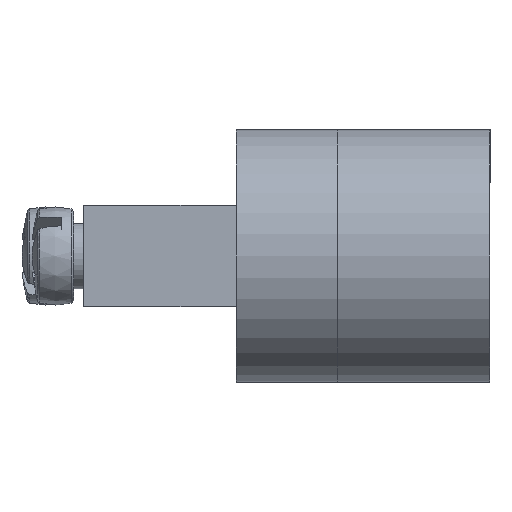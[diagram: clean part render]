
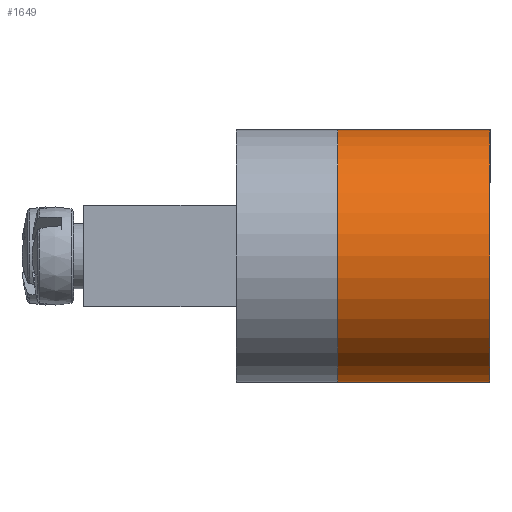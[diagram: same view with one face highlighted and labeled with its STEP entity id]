
A CAD part, left-side view. The second image highlights one B-rep face of the part: STEP entity #1649.
In plain terms, the highlighted cylindrical face has radius 7.5 mm (diameter 15 mm), a partial arc.
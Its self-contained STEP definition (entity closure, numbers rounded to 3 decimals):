
#132=LINE('',#3171,#178);
#137=LINE('',#3183,#183);
#178=VECTOR('',#2279,9.);
#183=VECTOR('',#2294,9.);
#447=CIRCLE('',#1845,7.5);
#448=CIRCLE('',#1847,7.5);
#542=FACE_OUTER_BOUND('',#737,.T.);
#737=EDGE_LOOP('',(#1419,#1420,#1421,#1422));
#910=VERTEX_POINT('',#3169);
#911=VERTEX_POINT('',#3170);
#912=VERTEX_POINT('',#3175);
#913=VERTEX_POINT('',#3179);
#1081=EDGE_CURVE('',#910,#911,#132,.T.);
#1084=EDGE_CURVE('',#912,#911,#447,.T.);
#1087=EDGE_CURVE('',#910,#913,#448,.T.);
#1088=EDGE_CURVE('',#913,#912,#137,.T.);
#1419=ORIENTED_EDGE('',*,*,#1087,.T.);
#1420=ORIENTED_EDGE('',*,*,#1088,.T.);
#1421=ORIENTED_EDGE('',*,*,#1084,.T.);
#1422=ORIENTED_EDGE('',*,*,#1081,.F.);
#1502=CYLINDRICAL_SURFACE('',#1849,7.5);
#1649=ADVANCED_FACE('',(#542),#1502,.T.);
#1845=AXIS2_PLACEMENT_3D('',#3176,#2284,#2285);
#1847=AXIS2_PLACEMENT_3D('',#3181,#2290,#2291);
#1849=AXIS2_PLACEMENT_3D('',#3184,#2295,#2296);
#2279=DIRECTION('',(0.,1.,0.));
#2284=DIRECTION('center_axis',(0.,-1.,0.));
#2285=DIRECTION('ref_axis',(0.,0.,
1.));
#2290=DIRECTION('center_axis',(0.,1.,0.));
#2291=DIRECTION('ref_axis',(0.,0.,1.));
#2294=DIRECTION('',(0.,1.,0.));
#2295=DIRECTION('center_axis',(0.,1.,0.));
#2296=DIRECTION('ref_axis',(0.,0.,1.));
#3169=CARTESIAN_POINT('',(7.,0.,7.5));
#3170=CARTESIAN_POINT('',(7.,9.,7.5));
#3171=CARTESIAN_POINT('',(7.,-10.607,7.5));
#3175=CARTESIAN_POINT('',(7.,9.,-7.5));
#3176=CARTESIAN_POINT('Origin',(7.,9.,0.));
#3179=CARTESIAN_POINT('',(7.,0.,-7.5));
#3181=CARTESIAN_POINT('Origin',(7.,0.,0.));
#3183=CARTESIAN_POINT('',(7.,-10.607,-7.5));
#3184=CARTESIAN_POINT('Origin',(7.,-10.607,0.));
